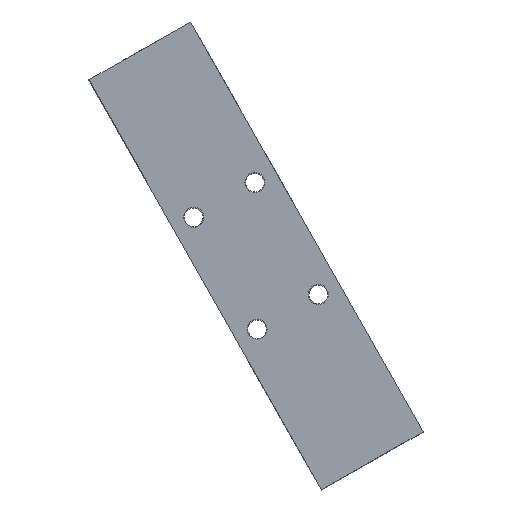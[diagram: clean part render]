
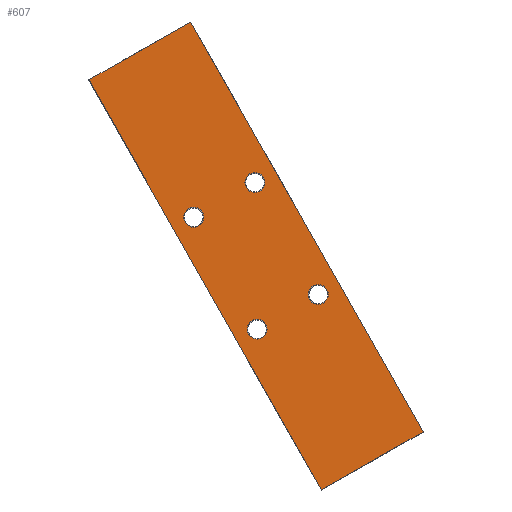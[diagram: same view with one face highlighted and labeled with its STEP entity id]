
A CAD part, top view. The second image highlights one B-rep face of the part: STEP entity #607.
In plain terms, the highlighted planar face has unit normal (0, 0, 1).
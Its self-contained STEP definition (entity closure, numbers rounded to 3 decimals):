
#2 = CARTESIAN_POINT ( 'NONE',  ( -484.825, 757.272, 29.95 ) ) ;
#4 = CARTESIAN_POINT ( 'NONE',  ( -484.825, 757.272, 29.95 ) ) ;
#7 = DIRECTION ( 'NONE',  ( -0.87, -0.493, 0. ) ) ;
#16 = FACE_BOUND ( 'NONE', #1312, .T. ) ;
#33 = CARTESIAN_POINT ( 'NONE',  ( -441.323, 781.921, 29.95 ) ) ;
#41 = VERTEX_POINT ( 'NONE', #509 ) ;
#45 = VERTEX_POINT ( 'NONE', #1409 ) ;
#95 = CARTESIAN_POINT ( 'NONE',  ( -413.023, 650.836, 29.95 ) ) ;
#105 = DIRECTION ( 'NONE',  ( 1., 0., 0. ) ) ;
#108 = EDGE_CURVE ( 'NONE', #1568, #1489, #673, .T. ) ;
#109 = DIRECTION ( 'NONE',  ( 0., 0., 1. ) ) ;
#120 = AXIS2_PLACEMENT_3D ( 'NONE', #126, #825, #815 ) ;
#121 = CARTESIAN_POINT ( 'NONE',  ( -413.986, 713.391, 29.95 ) ) ;
#126 = CARTESIAN_POINT ( 'NONE',  ( -484.825, 757.272, 29.95 ) ) ;
#134 = VERTEX_POINT ( 'NONE', #4 ) ;
#150 = VERTEX_POINT ( 'NONE', #907 ) ;
#163 = CARTESIAN_POINT ( 'NONE',  ( -440.088, 698.602, 29.95 ) ) ;
#177 = DIRECTION ( 'NONE',  ( 0., 0., 1. ) ) ;
#181 = DIRECTION ( 'NONE',  ( 1., 0., 0. ) ) ;
#208 = EDGE_CURVE ( 'NONE', #902, #1467, #1142, .T. ) ;
#232 = CARTESIAN_POINT ( 'NONE',  ( -417.273, 650.836, 29.95 ) ) ;
#234 = EDGE_CURVE ( 'NONE', #980, #1568, #1116, .T. ) ;
#249 = EDGE_LOOP ( 'NONE', ( #1300, #651 ) ) ;
#289 = AXIS2_PLACEMENT_3D ( 'NONE', #528, #742, #512 ) ;
#297 = FACE_BOUND ( 'NONE', #587, .T. ) ;
#308 = AXIS2_PLACEMENT_3D ( 'NONE', #1441, #1496, #1392 ) ;
#336 = CIRCLE ( 'NONE', #621, 4.25 ) ;
#342 = DIRECTION ( 'NONE',  ( -0.493, 0.87, 0. ) ) ;
#352 = AXIS2_PLACEMENT_3D ( 'NONE', #804, #788, #783 ) ;
#373 = EDGE_CURVE ( 'NONE', #150, #45, #1094, .T. ) ;
#407 = VERTEX_POINT ( 'NONE', #1276 ) ;
#449 = EDGE_CURVE ( 'NONE', #45, #150, #896, .T. ) ;
#459 = PLANE ( 'NONE',  #120 ) ;
#492 = EDGE_CURVE ( 'NONE', #41, #407, #1417, .T. ) ;
#497 = DIRECTION ( 'NONE',  ( 0., 0., 1. ) ) ;
#509 = CARTESIAN_POINT ( 'NONE',  ( -444.338, 698.602, 29.95 ) ) ;
#512 = DIRECTION ( 'NONE',  ( 1., 0., 0. ) ) ;
#519 = LINE ( 'NONE', #2, #683 ) ;
#524 = VERTEX_POINT ( 'NONE', #989 ) ;
#528 = CARTESIAN_POINT ( 'NONE',  ( -440.088, 698.602, 29.95 ) ) ;
#532 = CARTESIAN_POINT ( 'NONE',  ( -342.185, 606.955, 29.95 ) ) ;
#546 = CARTESIAN_POINT ( 'NONE',  ( -408.773, 650.836, 29.95 ) ) ;
#587 = EDGE_LOOP ( 'NONE', ( #906, #732 ) ) ;
#593 = EDGE_CURVE ( 'NONE', #524, #1041, #336, .T. ) ;
#607 = ADVANCED_FACE ( 'NONE', ( #297, #1164, #1434, #16, #777 ), #459, .T. ) ;
#621 = AXIS2_PLACEMENT_3D ( 'NONE', #121, #109, #105 ) ;
#624 = DIRECTION ( 'NONE',  ( 1., 0., 0. ) ) ;
#651 = ORIENTED_EDGE ( 'NONE', *, *, #208, .F. ) ;
#673 = LINE ( 'NONE', #1366, #1582 ) ;
#683 = VECTOR ( 'NONE', #7, 1000. ) ;
#684 = CIRCLE ( 'NONE', #308, 4.25 ) ;
#706 = AXIS2_PLACEMENT_3D ( 'NONE', #1250, #1149, #624 ) ;
#718 = CARTESIAN_POINT ( 'NONE',  ( -385.687, 582.306, 29.95 ) ) ;
#722 = DIRECTION ( 'NONE',  ( 0.87, 0.493, 0. ) ) ;
#728 = EDGE_CURVE ( 'NONE', #1041, #524, #684, .T. ) ;
#732 = ORIENTED_EDGE ( 'NONE', *, *, #373, .F. ) ;
#742 = DIRECTION ( 'NONE',  ( 0., 0., 1. ) ) ;
#777 = FACE_OUTER_BOUND ( 'NONE', #1057, .T. ) ;
#783 = DIRECTION ( 'NONE',  ( 1., 0., 0. ) ) ;
#788 = DIRECTION ( 'NONE',  ( 0., 0., 1. ) ) ;
#804 = CARTESIAN_POINT ( 'NONE',  ( -386.922, 665.626, 29.95 ) ) ;
#815 = DIRECTION ( 'NONE',  ( 1., 0., 0. ) ) ;
#825 = DIRECTION ( 'NONE',  ( 0., 0., 1. ) ) ;
#848 = CARTESIAN_POINT ( 'NONE',  ( -484.825, 757.272, 29.95 ) ) ;
#863 = DIRECTION ( 'NONE',  ( 0.493, -0.87, 0. ) ) ;
#883 = EDGE_CURVE ( 'NONE', #407, #41, #952, .T. ) ;
#896 = CIRCLE ( 'NONE', #352, 4.25 ) ;
#902 = VERTEX_POINT ( 'NONE', #232 ) ;
#906 = ORIENTED_EDGE ( 'NONE', *, *, #449, .F. ) ;
#907 = CARTESIAN_POINT ( 'NONE',  ( -391.172, 665.626, 29.95 ) ) ;
#952 = CIRCLE ( 'NONE', #1190, 4.25 ) ;
#980 = VERTEX_POINT ( 'NONE', #1338 ) ;
#989 = CARTESIAN_POINT ( 'NONE',  ( -409.736, 713.391, 29.95 ) ) ;
#1015 = LINE ( 'NONE', #848, #1457 ) ;
#1041 = VERTEX_POINT ( 'NONE', #1180 ) ;
#1057 = EDGE_LOOP ( 'NONE', ( #1099, #1294, #1237, #1179 ) ) ;
#1094 = CIRCLE ( 'NONE', #706, 4.25 ) ;
#1096 = EDGE_LOOP ( 'NONE', ( #1540, #1431 ) ) ;
#1099 = ORIENTED_EDGE ( 'NONE', *, *, #1244, .T. ) ;
#1116 = LINE ( 'NONE', #718, #1255 ) ;
#1142 = CIRCLE ( 'NONE', #1426, 4.25 ) ;
#1149 = DIRECTION ( 'NONE',  ( 0., 0., 1. ) ) ;
#1164 = FACE_BOUND ( 'NONE', #249, .T. ) ;
#1179 = ORIENTED_EDGE ( 'NONE', *, *, #1236, .T. ) ;
#1180 = CARTESIAN_POINT ( 'NONE',  ( -418.236, 713.391, 29.95 ) ) ;
#1190 = AXIS2_PLACEMENT_3D ( 'NONE', #163, #177, #181 ) ;
#1191 = EDGE_CURVE ( 'NONE', #1467, #902, #1476, .T. ) ;
#1205 = DIRECTION ( 'NONE',  ( 1., 0., 0. ) ) ;
#1208 = CARTESIAN_POINT ( 'NONE',  ( -413.023, 650.836, 29.95 ) ) ;
#1236 = EDGE_CURVE ( 'NONE', #1489, #134, #519, .T. ) ;
#1237 = ORIENTED_EDGE ( 'NONE', *, *, #108, .T. ) ;
#1244 = EDGE_CURVE ( 'NONE', #134, #980, #1015, .T. ) ;
#1250 = CARTESIAN_POINT ( 'NONE',  ( -386.922, 665.626, 29.95 ) ) ;
#1255 = VECTOR ( 'NONE', #722, 1000. ) ;
#1276 = CARTESIAN_POINT ( 'NONE',  ( -435.838, 698.602, 29.95 ) ) ;
#1294 = ORIENTED_EDGE ( 'NONE', *, *, #234, .T. ) ;
#1300 = ORIENTED_EDGE ( 'NONE', *, *, #1191, .F. ) ;
#1312 = EDGE_LOOP ( 'NONE', ( #1437, #1348 ) ) ;
#1338 = CARTESIAN_POINT ( 'NONE',  ( -385.687, 582.306, 29.95 ) ) ;
#1348 = ORIENTED_EDGE ( 'NONE', *, *, #492, .F. ) ;
#1366 = CARTESIAN_POINT ( 'NONE',  ( -441.323, 781.921, 29.95 ) ) ;
#1391 = DIRECTION ( 'NONE',  ( 1., 0., 0. ) ) ;
#1392 = DIRECTION ( 'NONE',  ( 1., 0., 0. ) ) ;
#1409 = CARTESIAN_POINT ( 'NONE',  ( -382.672, 665.626, 29.95 ) ) ;
#1417 = CIRCLE ( 'NONE', #289, 4.25 ) ;
#1426 = AXIS2_PLACEMENT_3D ( 'NONE', #95, #497, #1391 ) ;
#1431 = ORIENTED_EDGE ( 'NONE', *, *, #728, .F. ) ;
#1434 = FACE_BOUND ( 'NONE', #1096, .T. ) ;
#1437 = ORIENTED_EDGE ( 'NONE', *, *, #883, .F. ) ;
#1441 = CARTESIAN_POINT ( 'NONE',  ( -413.986, 713.391, 29.95 ) ) ;
#1457 = VECTOR ( 'NONE', #863, 1000. ) ;
#1467 = VERTEX_POINT ( 'NONE', #546 ) ;
#1476 = CIRCLE ( 'NONE', #1562, 4.25 ) ;
#1489 = VERTEX_POINT ( 'NONE', #33 ) ;
#1496 = DIRECTION ( 'NONE',  ( 0., 0., 1. ) ) ;
#1540 = ORIENTED_EDGE ( 'NONE', *, *, #593, .F. ) ;
#1562 = AXIS2_PLACEMENT_3D ( 'NONE', #1208, #1563, #1205 ) ;
#1563 = DIRECTION ( 'NONE',  ( 0., 0., 1. ) ) ;
#1568 = VERTEX_POINT ( 'NONE', #532 ) ;
#1582 = VECTOR ( 'NONE', #342, 1000. ) ;
